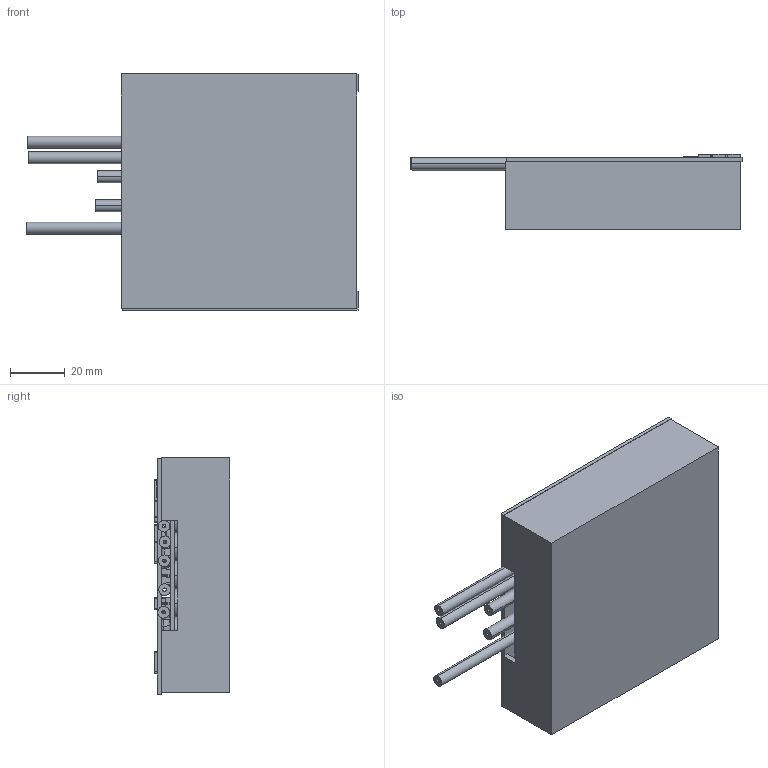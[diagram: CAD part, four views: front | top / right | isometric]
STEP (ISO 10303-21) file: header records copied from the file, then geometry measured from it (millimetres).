
FILE_DESCRIPTION (( 'STEP AP214' ), '1' );
FILE_NAME ('V3.0 stock case FOCer export step.STEP', '2022-06-24T07:24:21', ( '' ), ( '' ), 'SwSTEP 2.0', 'SolidWorks 2019', '' );
FILE_SCHEMA (( 'AUTOMOTIVE_DESIGN' ));
Length unit declared in the file: millimetre
Products named in the file (10): Stock V3.0 Case; V3.0 stock case FOCer export step; LIL FOCER V3 PCB; LIL FOCER V3.0 pcb cover; red input wires; V3.0 cap fet side Little FOCer; CAP_YX_10X16_RUB; LIL FOCER V3 FET; red input wires_red; phase wire''
Assembly tree (22 placements, depth 3):
  V3.0 stock case FOCer export step
    Stock V3.0 Case
    V3.0 cap fet side Little FOCer
      LIL FOCER V3 PCB
      LIL FOCER V3 FET  x6
      CAP_YX_10X16_RUB  x7
      phase wire''  x3
      red input wires_red
      red input wires
    LIL FOCER V3.0 pcb cover
Bounding box: 121.61 x 27.66 x 86.5 mm (x, y, z)
Volume: 151169.7 mm3; surface area: 74094.8 mm2
Topology: 46 solids, 46 shells, 3111 faces, 7928 edges, 5156 vertices
Faces by surface type: plane 2087, bspline 532, cylinder 402, torus 52, sphere 32, cone 6
Entity records: 120102 total; most frequent: CARTESIAN_POINT 47994, ORIENTED_EDGE 13636, DIRECTION 10622, EDGE_CURVE 6818, LINE 5146, VECTOR 5146, VERTEX_POINT 4452, EDGE_LOOP 2928
